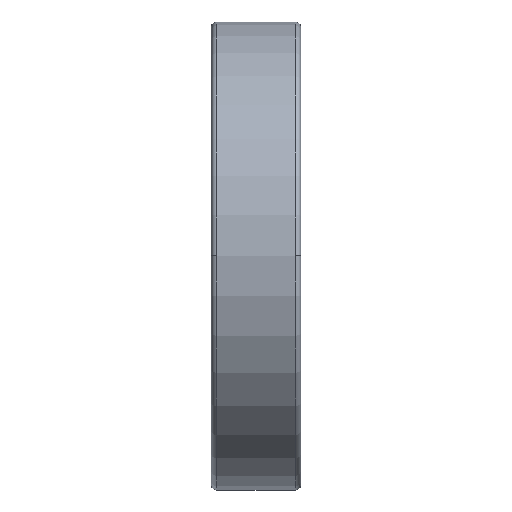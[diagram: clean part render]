
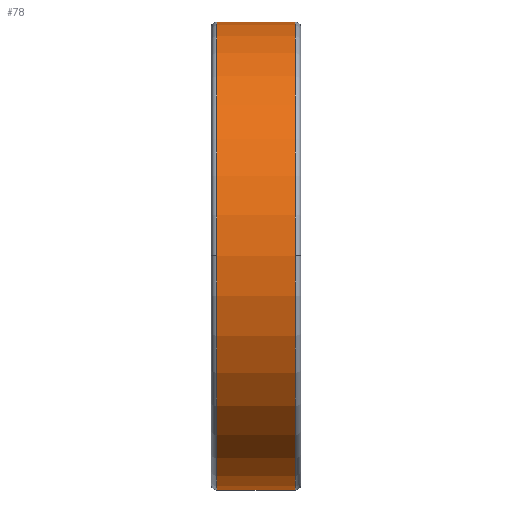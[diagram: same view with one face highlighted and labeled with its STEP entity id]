
A CAD part, top view. The second image highlights one B-rep face of the part: STEP entity #78.
In plain terms, the highlighted cylindrical face has radius 60 mm (diameter 120 mm), a partial arc.
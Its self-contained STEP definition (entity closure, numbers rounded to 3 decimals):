
#78=ADVANCED_FACE('',(#299),#300,.T.);
#299=FACE_OUTER_BOUND('',#811,.T.);
#300=CYLINDRICAL_SURFACE('',#812,60.0);
#811=EDGE_LOOP('',(#1371,#1372,#1373,#1374,#1375,#1376));
#812=AXIS2_PLACEMENT_3D('',#1377,#1378,#1379);
#1371=ORIENTED_EDGE('',*,*,#2888,.F.);
#1372=ORIENTED_EDGE('',*,*,#2889,.T.);
#1373=ORIENTED_EDGE('',*,*,#2890,.T.);
#1374=ORIENTED_EDGE('',*,*,#2891,.F.);
#1375=ORIENTED_EDGE('',*,*,#2892,.F.);
#1376=ORIENTED_EDGE('',*,*,#2884,.F.);
#1377=CARTESIAN_POINT('',(11.5,0.0,0.0));
#1378=DIRECTION('',(1.0,0.0,0.0));
#1379=DIRECTION('',(0.0,1.0,0.0));
#2884=EDGE_CURVE('',#3359,#3361,#3362,.T.);
#2888=EDGE_CURVE('',#3368,#3359,#3369,.T.);
#2889=EDGE_CURVE('',#3368,#3370,#3371,.T.);
#2890=EDGE_CURVE('',#3370,#3372,#3373,.T.);
#2891=EDGE_CURVE('',#3374,#3372,#3375,.T.);
#2892=EDGE_CURVE('',#3361,#3374,#3376,.T.);
#3359=VERTEX_POINT('',#4147);
#3361=VERTEX_POINT('',#4149);
#3362=CIRCLE('',#4150,60.0);
#3368=VERTEX_POINT('',#4156);
#3369=LINE('',#4157,#4158);
#3370=VERTEX_POINT('',#4159);
#3371=CIRCLE('',#4160,60.0);
#3372=VERTEX_POINT('',#4161);
#3373=CIRCLE('',#4162,60.0);
#3374=VERTEX_POINT('',#4163);
#3375=LINE('',#4164,#4165);
#3376=CIRCLE('',#4166,60.0);
#4147=CARTESIAN_POINT('',(21.5,60.0,0.0));
#4149=CARTESIAN_POINT('',(21.5,0.,60.0));
#4150=AXIS2_PLACEMENT_3D('',#7840,#7841,#7842);
#4156=CARTESIAN_POINT('',(1.5,60.0,0.0));
#4157=CARTESIAN_POINT('',(11.5,60.0,0.));
#4158=VECTOR('',#7852,1.0);
#4159=CARTESIAN_POINT('',(1.5,0.,60.0));
#4160=AXIS2_PLACEMENT_3D('',#7853,#7854,#7855);
#4161=CARTESIAN_POINT('',(1.5,-60.0,0.));
#4162=AXIS2_PLACEMENT_3D('',#7856,#7857,#7858);
#4163=CARTESIAN_POINT('',(21.5,-60.0,0.));
#4164=CARTESIAN_POINT('',(11.5,-60.0,0.));
#4165=VECTOR('',#7859,1.0);
#4166=AXIS2_PLACEMENT_3D('',#7860,#7861,#7862);
#7840=CARTESIAN_POINT('',(21.5,0.0,0.0));
#7841=DIRECTION('',(1.0,0.0,0.0));
#7842=DIRECTION('',(0.0,1.0,0.0));
#7852=DIRECTION('',(1.0,0.0,0.0));
#7853=CARTESIAN_POINT('',(1.5,0.0,0.0));
#7854=DIRECTION('',(1.0,0.0,0.0));
#7855=DIRECTION('',(0.0,1.0,0.0));
#7856=CARTESIAN_POINT('',(1.5,0.0,0.0));
#7857=DIRECTION('',(1.0,0.0,0.0));
#7858=DIRECTION('',(0.0,1.0,0.0));
#7859=DIRECTION('',(-1.0,-0.0,-0.0));
#7860=CARTESIAN_POINT('',(21.5,0.0,0.0));
#7861=DIRECTION('',(1.0,0.0,0.0));
#7862=DIRECTION('',(0.0,1.0,0.0));
